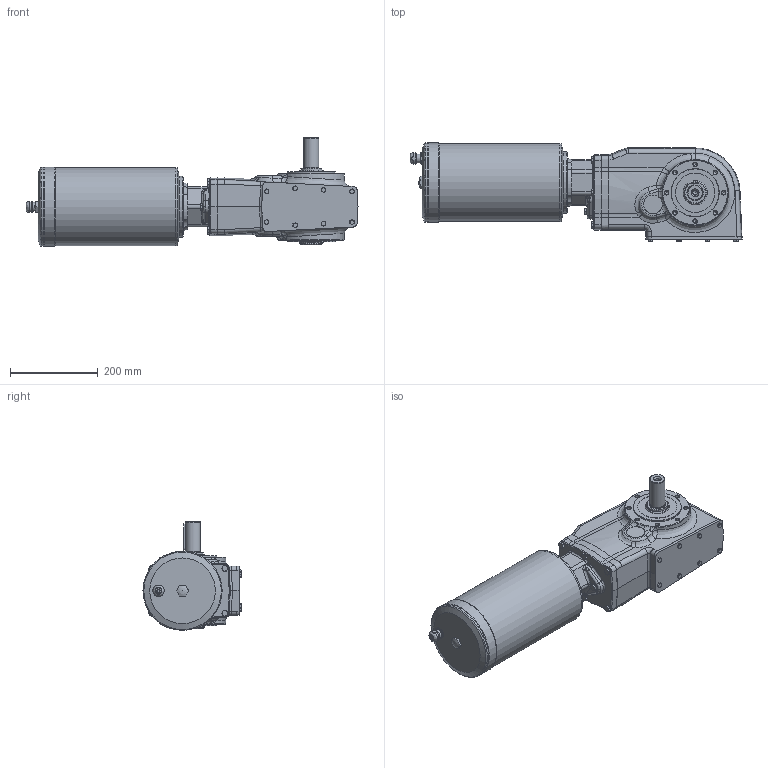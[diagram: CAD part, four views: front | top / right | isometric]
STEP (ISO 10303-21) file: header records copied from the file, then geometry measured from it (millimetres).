
FILE_DESCRIPTION( ( 'Unknown' ), '1' );
FILE_NAME( '435AEDDD5C6197D1C922F14D842C5B2.3d.stp', 'Unknown', ( 'Unknown' ), ( 'Unknown' ), 'PSStep 10.1', 'Unknown', ' ' );
FILE_SCHEMA( ( 'AUTOMOTIVE_DESIGN { 1 0 10303 214 1 1 1 1 }' ) );
Length unit declared in the file: millimetre
Products named in the file (1): X73N
Bounding box: 758.4 x 224.1 x 248.5 mm (x, y, z)
Volume: 16712874.6 mm3; surface area: 574984.2 mm2
Topology: 1 solids, 16 shells, 917 faces, 2176 edges, 1350 vertices
Faces by surface type: plane 337, cylinder 240, cone 188, bspline 85, torus 62, extrusion 4, sphere 1
Full cylindrical faces by diameter (mm): 2.6 x1, 6 x14, 6.647 x8, 7 x15, 8.376 x32, 8.9 x8, 9 x4, 10 x6, 10.106 x1, 11.6 x6, 12 x6, 12.5 x1, 13.4 x1, 16.662 x1, 18 x2, 20 x1, 21 x1, 23 x1, 24 x1, 30 x1, 34.6 x1, 35 x2, 40 x1, 42.5 x2, 48 x1, 49.5 x1, 55 x2, 62 x1, 85 x1, 90 x2
Entity records: 44399 total; most frequent: CARTESIAN_POINT 18103, DIRECTION 3871, ORIENTED_EDGE 3586, EDGE_CURVE 1793, AXIS2_PLACEMENT_3D 1620, EDGE_LOOP 1287, VERTEX_POINT 1245, FACE_OUTER_BOUND 1105
